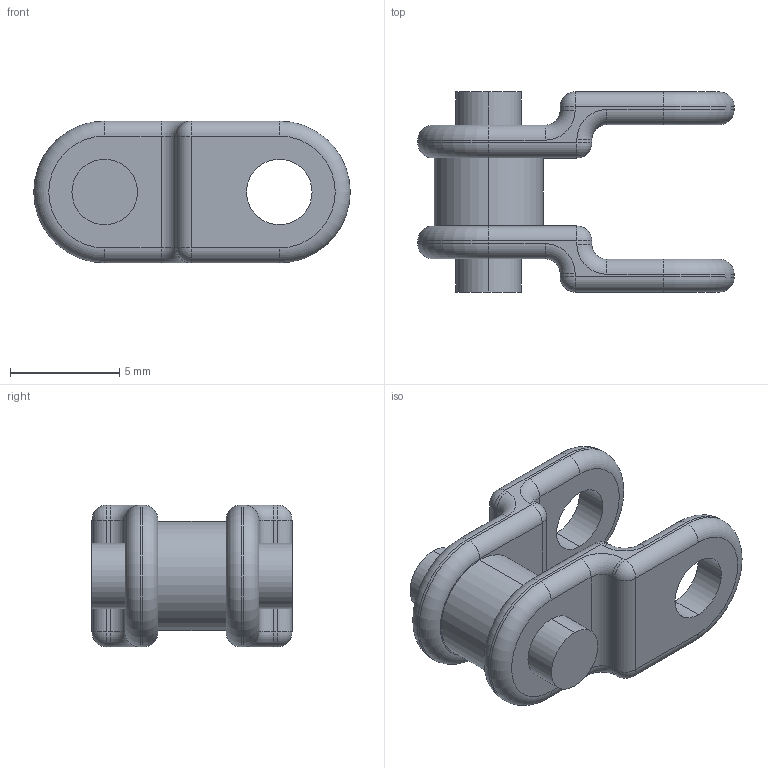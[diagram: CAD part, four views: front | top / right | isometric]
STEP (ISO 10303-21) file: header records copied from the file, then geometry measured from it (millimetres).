
FILE_DESCRIPTION (( 'STEP AP203' ), '1' );
FILE_NAME ('05B plastic chain.STEP', '2017-07-27T22:04:43', ( '' ), ( '' ), 'SwSTEP 2.0', 'SolidWorks 2016', '' );
FILE_SCHEMA (( 'CONFIG_CONTROL_DESIGN' ));
Length unit declared in the file: millimetre
Products named in the file (1): 05B plastic chain
Bounding box: 14.5 x 9.17 x 6.5 mm (x, y, z)
Volume: 330.8 mm3; surface area: 475.6 mm2
Topology: 1 solids, 1 shells, 88 faces, 198 edges, 108 vertices
Faces by surface type: cylinder 46, plane 18, torus 16, sphere 8
Entity records: 2459 total; most frequent: DIRECTION 476, CARTESIAN_POINT 387, ORIENTED_EDGE 380, AXIS2_PLACEMENT_3D 197, EDGE_CURVE 190, CIRCLE 108, VERTEX_POINT 108, EDGE_LOOP 96
